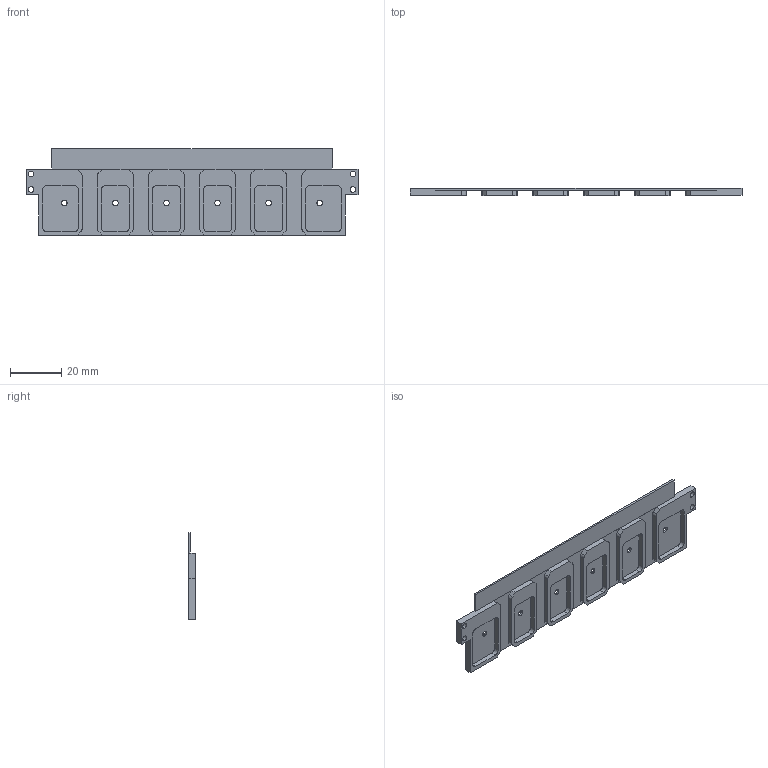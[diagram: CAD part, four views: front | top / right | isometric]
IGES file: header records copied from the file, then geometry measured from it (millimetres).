
Start section:  PTC IGES file: opto_heat_transfer_plate_2.igs
Global section: file name: opto_heat_transfer_plate_2.igs; native system: Pro/ENGINEER by Parametric Technology Corporation; preprocessor: 2004280; author: ericcan; organization: Unknown; date: 060309.164057; units: millimetre
Bounding box: 130 x 2.71 x 34 mm (x, y, z)
Surface area: 10118.9 mm2 (no closed solid volume)
Topology: 0 solids, 0 shells, 158 faces, 880 edges, 880 vertices
Faces by surface type: bspline 94, revolution 64
